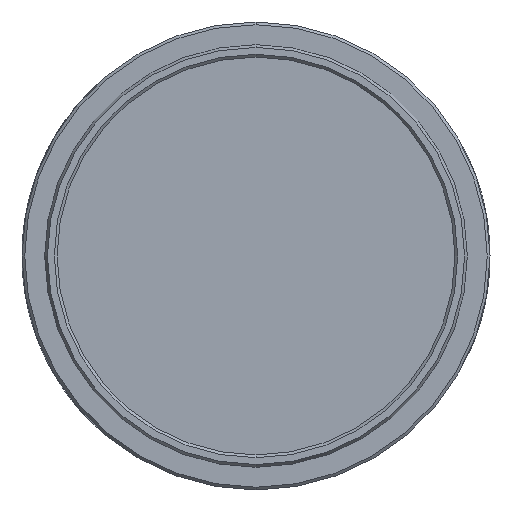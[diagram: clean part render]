
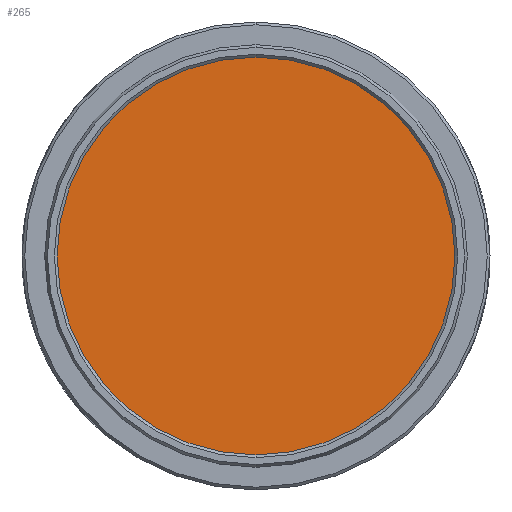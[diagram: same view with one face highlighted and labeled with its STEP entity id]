
A CAD part, left-side view. The second image highlights one B-rep face of the part: STEP entity #265.
In plain terms, the highlighted planar face has unit normal (-1, 0, 0).
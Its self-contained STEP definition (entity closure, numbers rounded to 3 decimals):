
#265 = ADVANCED_FACE ( 'NONE', ( #7897 ), #7085, .F. ) ;
#356 = DIRECTION ( 'NONE',  ( 0., 0., -1. ) ) ;
#477 = CARTESIAN_POINT ( 'NONE',  ( 23.493, 26.158, 36.312 ) ) ;
#1393 = DIRECTION ( 'NONE',  ( 1., 0., 0. ) ) ;
#1440 = CARTESIAN_POINT ( 'NONE',  ( 23.493, 26.158, 36.312 ) ) ;
#1598 = CIRCLE ( 'NONE', #3646, 18.85 ) ;
#1817 = ORIENTED_EDGE ( 'NONE', *, *, #6698, .T. ) ;
#1864 = DIRECTION ( 'NONE',  ( 0., 0., -1. ) ) ;
#2351 = VERTEX_POINT ( 'NONE', #3907 ) ;
#2397 = CARTESIAN_POINT ( 'NONE',  ( 23.493, 26.158, 55.162 ) ) ;
#3646 = AXIS2_PLACEMENT_3D ( 'NONE', #4637, #7685, #1864 ) ;
#3907 = CARTESIAN_POINT ( 'NONE',  ( 23.493, 26.158, 17.462 ) ) ;
#4637 = CARTESIAN_POINT ( 'NONE',  ( 23.493, 26.158, 36.312 ) ) ;
#6698 = EDGE_CURVE ( 'NONE', #2351, #11003, #10331, .T. ) ;
#7085 = PLANE ( 'NONE',  #11168 ) ;
#7685 = DIRECTION ( 'NONE',  ( -1., 0., 0. ) ) ;
#7897 = FACE_OUTER_BOUND ( 'NONE', #10802, .T. ) ;
#7973 = DIRECTION ( 'NONE',  ( 0., 0., -1. ) ) ;
#8344 = ORIENTED_EDGE ( 'NONE', *, *, #9110, .T. ) ;
#9110 = EDGE_CURVE ( 'NONE', #11003, #2351, #1598, .T. ) ;
#10331 = CIRCLE ( 'NONE', #11385, 18.85 ) ;
#10790 = DIRECTION ( 'NONE',  ( -1., 0., 0. ) ) ;
#10802 = EDGE_LOOP ( 'NONE', ( #1817, #8344 ) ) ;
#11003 = VERTEX_POINT ( 'NONE', #2397 ) ;
#11168 = AXIS2_PLACEMENT_3D ( 'NONE', #1440, #1393, #356 ) ;
#11385 = AXIS2_PLACEMENT_3D ( 'NONE', #477, #10790, #7973 ) ;
